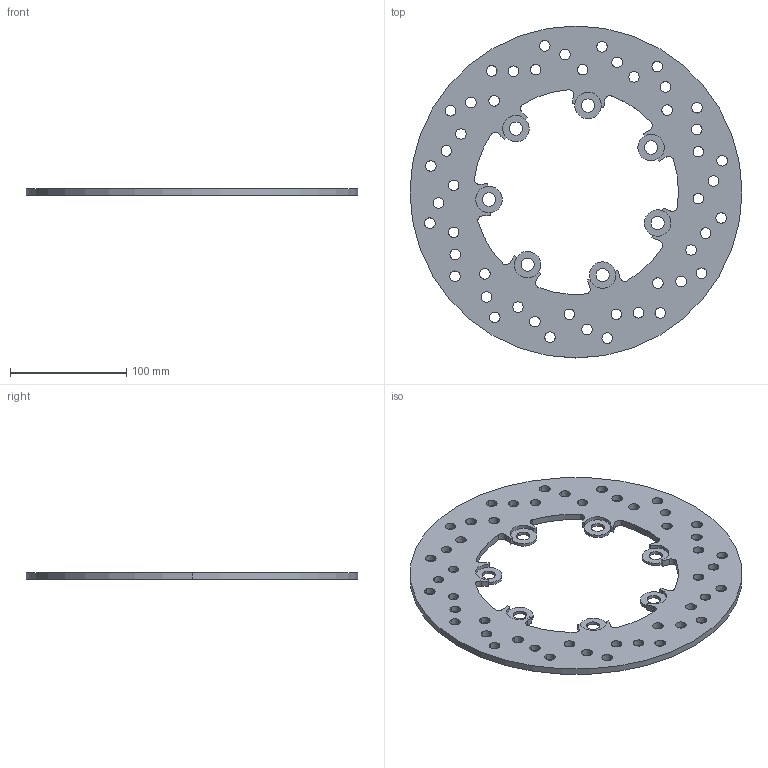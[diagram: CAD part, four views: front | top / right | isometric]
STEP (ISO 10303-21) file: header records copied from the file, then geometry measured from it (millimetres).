
FILE_DESCRIPTION (( 'STEP AP214' ), '1' );
FILE_NAME ('Akiruhanui_ReVOLT_EV_Kawasaki_Front_Brake_Disk_Pt_1.STEP', '2025-12-10T16:03:08', ( '' ), ( '' ), 'SwSTEP 2.0', 'SolidWorks 2023', '' );
FILE_SCHEMA (( 'AUTOMOTIVE_DESIGN' ));
Length unit declared in the file: millimetre
Products named in the file (1): Akiruhanui_ReVOLT_EV_Kawasaki_Front_Brake_Disk_Pt_1
Bounding box: 285 x 285 x 5.68 mm (x, y, z)
Volume: 217906.4 mm3; surface area: 97011.7 mm2
Topology: 1 solids, 1 shells, 196 faces, 568 edges, 374 vertices
Faces by surface type: cylinder 159, plane 37
Entity records: 6865 total; most frequent: DIRECTION 1280, CARTESIAN_POINT 1139, ORIENTED_EDGE 1136, EDGE_CURVE 568, AXIS2_PLACEMENT_3D 515, VERTEX_POINT 374, CIRCLE 318, EDGE_LOOP 308
